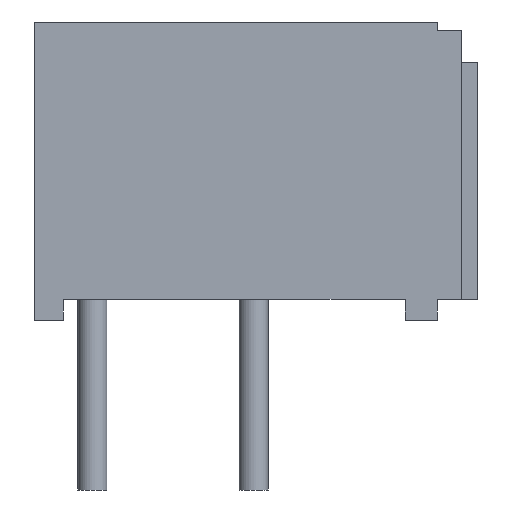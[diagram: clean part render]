
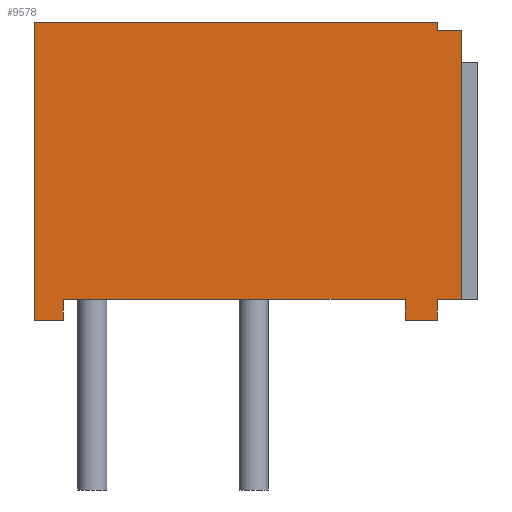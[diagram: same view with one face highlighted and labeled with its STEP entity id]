
A CAD part, front view. The second image highlights one B-rep face of the part: STEP entity #9578.
In plain terms, the highlighted planar face has unit normal (0, -1, 0).
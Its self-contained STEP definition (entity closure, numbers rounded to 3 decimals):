
#164=LINE('',#12838,#1369);
#1166=LINE('',#15449,#2371);
#1167=LINE('',#15451,#2372);
#1168=LINE('',#15453,#2373);
#1169=LINE('',#15455,#2374);
#1170=LINE('',#15457,#2375);
#1171=LINE('',#15459,#2376);
#1172=LINE('',#15461,#2377);
#1173=LINE('',#15463,#2378);
#1174=LINE('',#15465,#2379);
#1175=LINE('',#15467,#2380);
#1176=LINE('',#15468,#2381);
#1369=VECTOR('',#10349,6.35);
#2371=VECTOR('',#12413,4.699);
#2372=VECTOR('',#12414,0.457);
#2373=VECTOR('',#12415,0.33);
#2374=VECTOR('',#12416,5.385);
#2375=VECTOR('',#12417,0.33);
#2376=VECTOR('',#12418,0.508);
#2377=VECTOR('',#12419,0.33);
#2378=VECTOR('',#12420,0.381);
#2379=VECTOR('',#12421,4.242);
#2380=VECTOR('',#12422,0.381);
#2381=VECTOR('',#12423,0.127);
#2956=FACE_OUTER_BOUND('',#3459,.T.);
#3459=EDGE_LOOP('',(#8269,#8270,#8271,#8272,#8273,#8274,#8275,#8276,#8277,
#8278,#8279,#8280));
#3712=VERTEX_POINT('',#12836);
#3713=VERTEX_POINT('',#12837);
#4485=VERTEX_POINT('',#15448);
#4486=VERTEX_POINT('',#15450);
#4487=VERTEX_POINT('',#15452);
#4488=VERTEX_POINT('',#15454);
#4489=VERTEX_POINT('',#15456);
#4490=VERTEX_POINT('',#15458);
#4491=VERTEX_POINT('',#15460);
#4492=VERTEX_POINT('',#15462);
#4493=VERTEX_POINT('',#15464);
#4494=VERTEX_POINT('',#15466);
#4618=EDGE_CURVE('',#3712,#3713,#164,.T.);
#5773=EDGE_CURVE('',#3713,#4485,#1166,.T.);
#5774=EDGE_CURVE('',#4486,#4485,#1167,.T.);
#5775=EDGE_CURVE('',#4487,#4486,#1168,.T.);
#5776=EDGE_CURVE('',#4488,#4487,#1169,.T.);
#5777=EDGE_CURVE('',#4488,#4489,#1170,.T.);
#5778=EDGE_CURVE('',#4490,#4489,#1171,.T.);
#5779=EDGE_CURVE('',#4491,#4490,#1172,.T.);
#5780=EDGE_CURVE('',#4492,#4491,#1173,.T.);
#5781=EDGE_CURVE('',#4493,#4492,#1174,.T.);
#5782=EDGE_CURVE('',#4493,#4494,#1175,.T.);
#5783=EDGE_CURVE('',#4494,#3712,#1176,.T.);
#8269=ORIENTED_EDGE('',*,*,#4618,.T.);
#8270=ORIENTED_EDGE('',*,*,#5773,.T.);
#8271=ORIENTED_EDGE('',*,*,#5774,.F.);
#8272=ORIENTED_EDGE('',*,*,#5775,.F.);
#8273=ORIENTED_EDGE('',*,*,#5776,.F.);
#8274=ORIENTED_EDGE('',*,*,#5777,.T.);
#8275=ORIENTED_EDGE('',*,*,#5778,.F.);
#8276=ORIENTED_EDGE('',*,*,#5779,.F.);
#8277=ORIENTED_EDGE('',*,*,#5780,.F.);
#8278=ORIENTED_EDGE('',*,*,#5781,.F.);
#8279=ORIENTED_EDGE('',*,*,#5782,.T.);
#8280=ORIENTED_EDGE('',*,*,#5783,.T.);
#9036=PLANE('',#10216);
#9578=ADVANCED_FACE('',(#2956),#9036,.F.);
#10216=AXIS2_PLACEMENT_3D('',#15447,#12411,#12412);
#10349=DIRECTION('',(-1.,0.,0.));
#12411=DIRECTION('center_axis',(0.,1.,0.));
#12412=DIRECTION('ref_axis',(-1.,0.,0.));
#12413=DIRECTION('',(0.,0.,-1.));
#12414=DIRECTION('',(-1.,0.,0.));
#12415=DIRECTION('',(0.,0.,-1.));
#12416=DIRECTION('',(-1.,0.,0.));
#12417=DIRECTION('',(0.,0.,-1.));
#12418=DIRECTION('',(-1.,0.,0.));
#12419=DIRECTION('',(0.,0.,-1.));
#12420=DIRECTION('',(-1.,0.,0.));
#12421=DIRECTION('',(0.,0.,-1.));
#12422=DIRECTION('',(-1.,0.,0.));
#12423=DIRECTION('',(0.,0.,1.));
#12836=CARTESIAN_POINT('',(3.2,-3.302,4.699));
#12837=CARTESIAN_POINT('',(-3.15,-3.302,4.699));
#12838=CARTESIAN_POINT('',(3.2,-3.302,4.699));
#15447=CARTESIAN_POINT('Origin',(3.581,-3.302,4.699));
#15448=CARTESIAN_POINT('',(-3.15,-3.302,0.));
#15449=CARTESIAN_POINT('',(-3.15,-3.302,4.699));
#15450=CARTESIAN_POINT('',(-2.692,-3.302,0.));
#15451=CARTESIAN_POINT('',(-2.692,-3.302,0.));
#15452=CARTESIAN_POINT('',(-2.692,-3.302,0.33));
#15453=CARTESIAN_POINT('',(-2.692,-3.302,0.33));
#15454=CARTESIAN_POINT('',(2.692,-3.302,0.33));
#15455=CARTESIAN_POINT('',(2.692,-3.302,0.33));
#15456=CARTESIAN_POINT('',(2.692,-3.302,0.));
#15457=CARTESIAN_POINT('',(2.692,-3.302,0.33));
#15458=CARTESIAN_POINT('',(3.2,-3.302,0.));
#15459=CARTESIAN_POINT('',(3.2,-3.302,0.));
#15460=CARTESIAN_POINT('',(3.2,-3.302,0.33));
#15461=CARTESIAN_POINT('',(3.2,-3.302,0.33));
#15462=CARTESIAN_POINT('',(3.581,-3.302,0.33));
#15463=CARTESIAN_POINT('',(3.581,-3.302,0.33));
#15464=CARTESIAN_POINT('',(3.581,-3.302,4.572));
#15465=CARTESIAN_POINT('',(3.581,-3.302,4.572));
#15466=CARTESIAN_POINT('',(3.2,-3.302,4.572));
#15467=CARTESIAN_POINT('',(3.581,-3.302,4.572));
#15468=CARTESIAN_POINT('',(3.2,-3.302,4.572));
